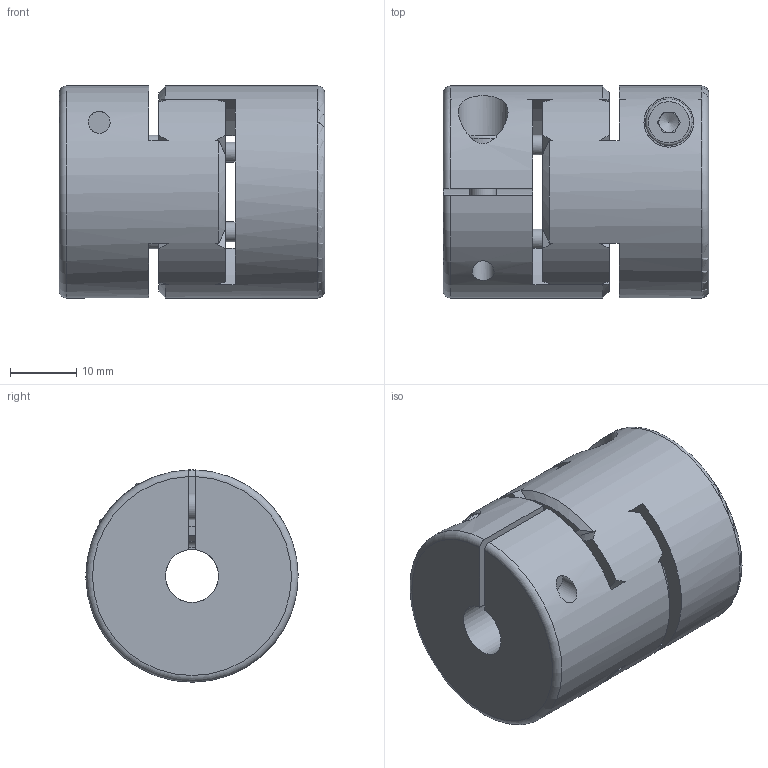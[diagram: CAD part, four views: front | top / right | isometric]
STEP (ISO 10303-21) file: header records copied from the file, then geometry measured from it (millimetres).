
FILE_DESCRIPTION( ( 'Unknown' ), '1' );
FILE_NAME( 'EKM 8.stp', 'Unknown', ( 'Unknown' ), ( 'Unknown' ), 'PSStep 10.1', 'Unknown', ' ' );
FILE_SCHEMA( ( 'AUTOMOTIVE_DESIGN { 1 0 10303 214 1 1 1 1 }' ) );
Length unit declared in the file: millimetre
Products named in the file (1): 27512158-oa0
Bounding box: 40 x 32 x 32 mm (x, y, z)
Volume: 26907.8 mm3; surface area: 10564.5 mm2
Topology: 1 solids, 1 shells, 142 faces, 405 edges, 261 vertices
Faces by surface type: cylinder 54, plane 46, cone 36, torus 6
Full cylindrical faces by diameter (mm): 3 x4, 3.3 x2, 4 x2, 4.3 x2, 7 x2, 7.5 x2, 8.5 x1, 10.5 x2, 32 x1
Entity records: 5858 total; most frequent: CARTESIAN_POINT 1303, ORIENTED_EDGE 704, DIRECTION 698, EDGE_CURVE 352, AXIS2_PLACEMENT_3D 293, VERTEX_POINT 240, EDGE_LOOP 190, FACE_OUTER_BOUND 162
